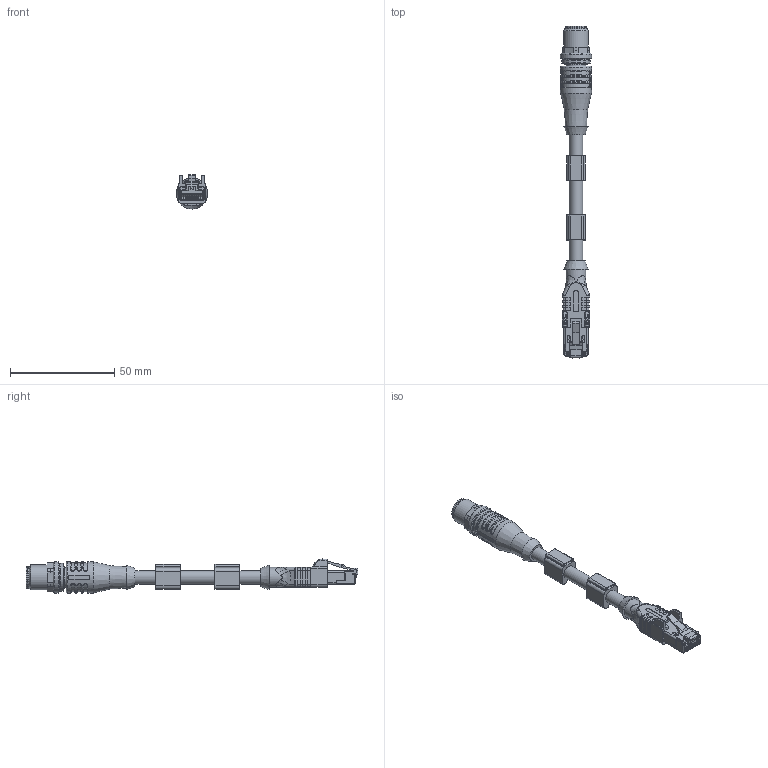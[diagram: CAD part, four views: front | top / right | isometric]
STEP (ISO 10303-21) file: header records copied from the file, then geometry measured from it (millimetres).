
FILE_DESCRIPTION(/* description */ (''),/* implementation_level */ '2;1');
FILE_NAME(/* name */ 'IE_WASSY4_057_IE_RJ45SS4_003_S2171.stp',/* time_stamp */ '2016-01-07T10:44:15+01:00',/* author */ (''),/* organization */ (''),/* preprocessor_version */ 'ST-DEVELOPER v16',/* originating_system */ 'SIEMENS PLM Software NX 10.0',/* authorisation */ '');
FILE_SCHEMA (('AP203_CONFIGURATION_CONTROLLED_3D_DESIGN_OF_MECHANICAL_PARTS_AND_ASSEMBLIES_MIM_LF { 1 0 10303 403 2 1 2}'));
Length unit declared in the file: millimetre
Products named in the file (1): IE_WASSY4_029_IE_RJ45SS8_003_stp
Bounding box: 15 x 159.5 x 16.34 mm (x, y, z)
Volume: 14052.9 mm3; surface area: 7735.6 mm2
Topology: 1 solids, 1 shells, 859 faces, 2218 edges, 1387 vertices
Faces by surface type: plane 358, cylinder 331, torus 71, bspline 61, cone 24, sphere 8, extrusion 6
Full cylindrical faces by diameter (mm): 1 x8, 2 x1, 6.5 x3, 8.375 x1, 9.375 x1, 9.6 x1, 9.9 x1, 10.45 x1, 10.65 x1, 12 x1, 12.6 x1, 13.5 x1, 15 x2
Entity records: 27462 total; most frequent: CARTESIAN_POINT 6746, DIRECTION 4346, ORIENTED_EDGE 4290, EDGE_CURVE 2145, AXIS2_PLACEMENT_3D 1569, VERTEX_POINT 1368, VECTOR 1208, LINE 1202
